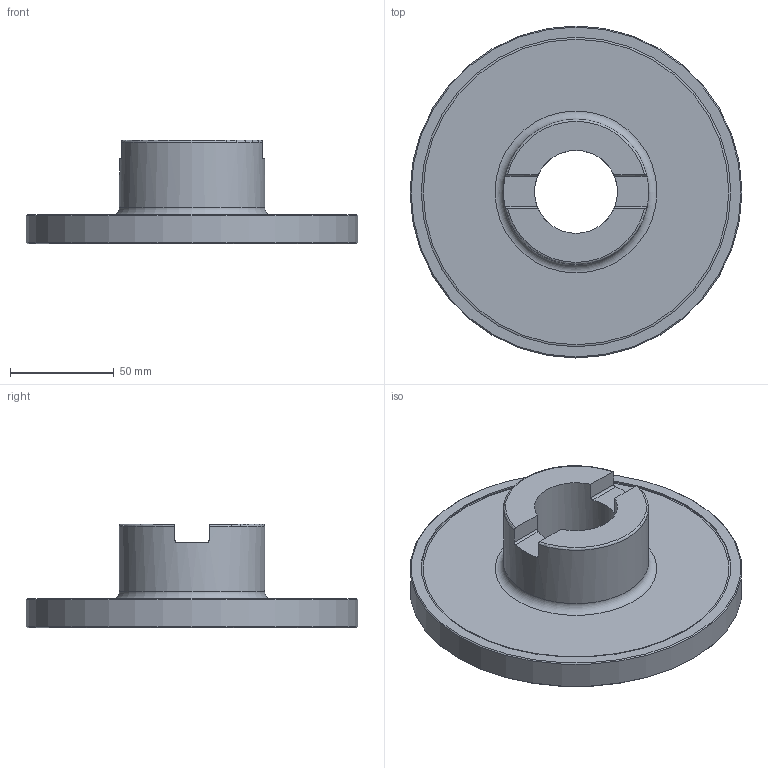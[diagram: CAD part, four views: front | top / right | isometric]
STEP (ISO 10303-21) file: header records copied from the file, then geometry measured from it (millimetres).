
FILE_DESCRIPTION(/* description */ (''),/* implementation_level */ '2;1');
FILE_NAME(/* name */ 'R335.18-160.1418.40.6N.stp',/* time_stamp */ '2013-09-24T08:44:50+05:00',/* author */ (''),/* organization */ (''),/* preprocessor_version */ 'ST-DEVELOPER v11',/* originating_system */ 'SIEMENS PLM Software NX 7.5',/* authorisation */ '');
FILE_SCHEMA (('AUTOMOTIVE_DESIGN { 1 0 10303 214 1 1 1 1 }'));
Length unit declared in the file: millimetre
Products named in the file (1): inpuA83Alzeo
Bounding box: 160 x 160 x 50 mm (x, y, z)
Volume: 336052.3 mm3; surface area: 73769.6 mm2
Topology: 2 solids, 2 shells, 36 faces, 84 edges, 57 vertices
Faces by surface type: plane 14, cylinder 10, torus 7, cone 5
Full cylindrical faces by diameter (mm): 40 x1, 54 x1, 70 x1, 149.2 x1, 156.6 x1, 160 x1
Entity records: 1136 total; most frequent: CARTESIAN_POINT 341, DIRECTION 160, ORIENTED_EDGE 126, AXIS2_PLACEMENT_3D 70, EDGE_CURVE 63, EDGE_LOOP 58, VERTEX_POINT 49, FACE_BOUND 44
